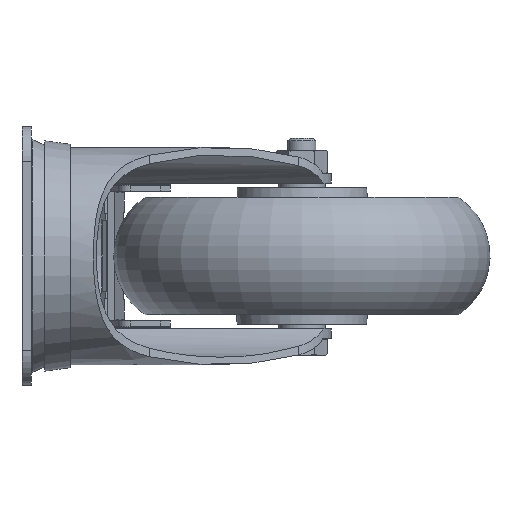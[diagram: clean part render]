
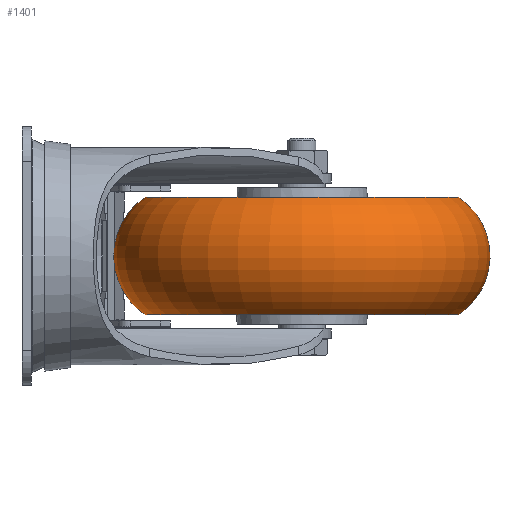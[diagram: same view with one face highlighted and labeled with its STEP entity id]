
A CAD part, left-side view. The second image highlights one B-rep face of the part: STEP entity #1401.
In plain terms, the highlighted toroidal (fillet/blend) face has major radius 50 mm and minor radius 30 mm.
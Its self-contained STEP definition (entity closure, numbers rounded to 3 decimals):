
#1401 = ADVANCED_FACE( '', ( #2789, #2790, #2791 ), #2792, .T. );
#2789 = FACE_BOUND( '', #4195, .T. );
#2790 = FACE_OUTER_BOUND( '', #4196, .T. );
#2791 = FACE_OUTER_BOUND( '', #4197, .T. );
#2792 = TOROIDAL_SURFACE( '', #4198, 50., 30. );
#4195 = VERTEX_LOOP( '', #7798 );
#4196 = EDGE_LOOP( '', ( #7799 ) );
#4197 = EDGE_LOOP( '', ( #7800 ) );
#4198 = AXIS2_PLACEMENT_3D( '', #7801, #7802, #7803 );
#7798 = VERTEX_POINT( '', #9225 );
#7799 = ORIENTED_EDGE( '', *, *, #9114, .T. );
#7800 = ORIENTED_EDGE( '', *, *, #7915, .F. );
#7801 = CARTESIAN_POINT( '', ( 0., 0., 0. ) );
#7802 = DIRECTION( '', ( 0., 0., 1. ) );
#7803 = DIRECTION( '', ( 1., 0., 0. ) );
#7915 = EDGE_CURVE( '', #9392, #9392, #9393, .T. );
#9114 = EDGE_CURVE( '', #11195, #11195, #11196, .T. );
#9225 = CARTESIAN_POINT( '', ( 80., 0., 0. ) );
#9392 = VERTEX_POINT( '', #11543 );
#9393 = CIRCLE( '', #11544, 66.583 );
#11195 = VERTEX_POINT( '', #14448 );
#11196 = CIRCLE( '', #14449, 66.583 );
#11543 = CARTESIAN_POINT( '', ( 66.583, 0., 25. ) );
#11544 = AXIS2_PLACEMENT_3D( '', #14743, #14744, #14745 );
#14448 = CARTESIAN_POINT( '', ( 66.583, 0., -25. ) );
#14449 = AXIS2_PLACEMENT_3D( '', #16059, #16060, #16061 );
#14743 = CARTESIAN_POINT( '', ( 0., 0., 25. ) );
#14744 = DIRECTION( '', ( 0., 0., 1. ) );
#14745 = DIRECTION( '', ( 1., 0., 0. ) );
#16059 = CARTESIAN_POINT( '', ( 0., 0., -25. ) );
#16060 = DIRECTION( '', ( 0., 0., 1. ) );
#16061 = DIRECTION( '', ( 1., 0., 0. ) );
